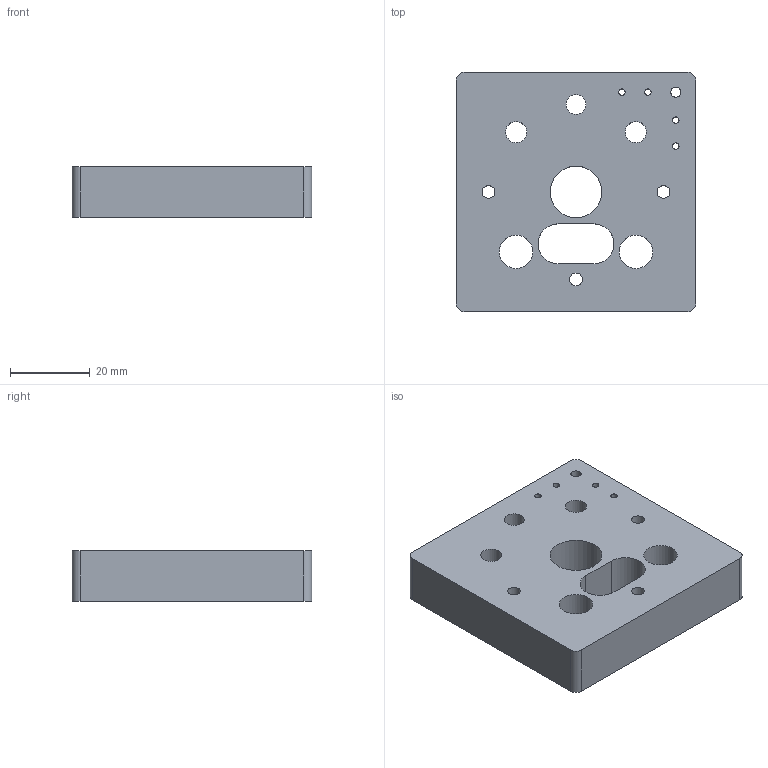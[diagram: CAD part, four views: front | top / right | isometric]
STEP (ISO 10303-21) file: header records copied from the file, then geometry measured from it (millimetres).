
FILE_DESCRIPTION(/* description */ (''),/* implementation_level */ '2;1');
FILE_NAME(/* name */ 'Motor_Base_X_2_Alu.stp',/* time_stamp */ '2020-09-25T18:35:45-07:00',/* author */ (''),/* organization */ (''),/* preprocessor_version */ 'ST-DEVELOPER v18.1',/* originating_system */ 'Autodesk Translation Framework v9.3.0.1241',/* authorisation */ '');
FILE_SCHEMA (('AUTOMOTIVE_DESIGN { 1 0 10303 214 3 1 1 }'));
Length unit declared in the file: millimetre
Products named in the file (1): STP:XY/Motor_Base_X_2_Alu
Bounding box: 60 x 60 x 12.7 mm (x, y, z)
Volume: 38274.1 mm3; surface area: 12651.1 mm2
Topology: 1 solids, 1 shells, 36 faces, 90 edges, 60 vertices
Faces by surface type: cylinder 24, plane 12
Full cylindrical faces by diameter (mm): 1.623 x4, 2.529 x1, 3.2 x3, 5 x1, 5.3 x2, 6.5 x3, 8.4 x2, 10 x1, 13 x1
Entity records: 1195 total; most frequent: DIRECTION 212, CARTESIAN_POINT 187, ORIENTED_EDGE 180, EDGE_CURVE 90, AXIS2_PLACEMENT_3D 85, EDGE_LOOP 70, VERTEX_POINT 60, CIRCLE 48
